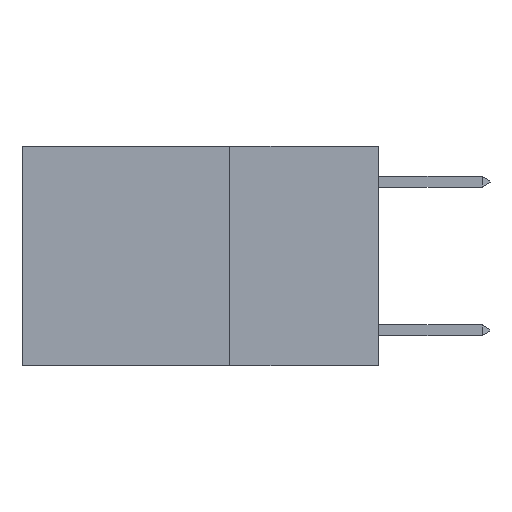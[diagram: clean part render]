
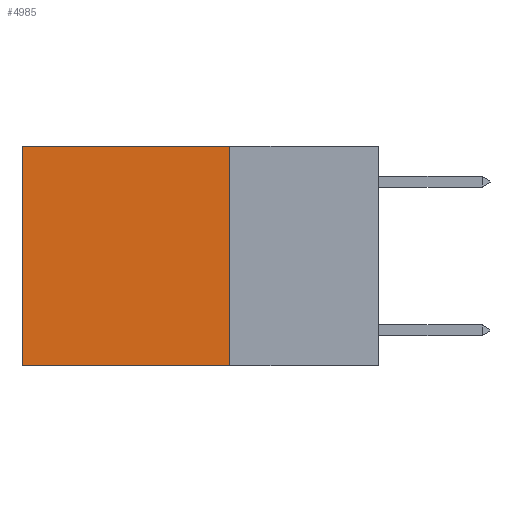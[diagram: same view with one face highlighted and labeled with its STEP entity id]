
A CAD part, left-side view. The second image highlights one B-rep face of the part: STEP entity #4985.
In plain terms, the highlighted planar face has unit normal (-1, 0, 0).
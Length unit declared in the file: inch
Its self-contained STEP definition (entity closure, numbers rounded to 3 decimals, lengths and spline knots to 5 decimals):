
#113 = FACE_OUTER_BOUND ( 'NONE', #7737, .T. ) ;
#456 = DIRECTION ( 'NONE',  ( 1., 0., 0. ) ) ;
#552 = ORIENTED_EDGE ( 'NONE', *, *, #4733, .T. ) ;
#1927 = VERTEX_POINT ( 'NONE', #4160 ) ;
#2063 = CARTESIAN_POINT ( 'NONE',  ( 0.2625, 0.25, 0. ) ) ;
#2248 = CARTESIAN_POINT ( 'NONE',  ( 0.2625, 0.6, -0.37 ) ) ;
#2293 = VECTOR ( 'NONE', #11475, 39.37008 ) ;
#2957 = EDGE_CURVE ( 'NONE', #10027, #9523, #6794, .T. ) ;
#2969 = ORIENTED_EDGE ( 'NONE', *, *, #11765, .F. ) ;
#3369 = ORIENTED_EDGE ( 'NONE', *, *, #7954, .T. ) ;
#3552 = CARTESIAN_POINT ( 'NONE',  ( 0.2625, 0.25, -0.37 ) ) ;
#3781 = VECTOR ( 'NONE', #11616, 39.37008 ) ;
#4160 = CARTESIAN_POINT ( 'NONE',  ( 0.2625, 0.6, 0. ) ) ;
#4470 = ORIENTED_EDGE ( 'NONE', *, *, #2957, .F. ) ;
#4733 = EDGE_CURVE ( 'NONE', #1927, #7895, #7791, .T. ) ;
#4888 = LINE ( 'NONE', #7775, #12556 ) ;
#4985 = ADVANCED_FACE ( 'NONE', ( #113 ), #7982, .F. ) ;
#5345 = AXIS2_PLACEMENT_3D ( 'NONE', #12012, #456, #8028 ) ;
#6794 = LINE ( 'NONE', #8496, #3781 ) ;
#7478 = CARTESIAN_POINT ( 'NONE',  ( 0.2625, 0.6, 0. ) ) ;
#7650 = CARTESIAN_POINT ( 'NONE',  ( 0.2625, 0.25, -0.37 ) ) ;
#7737 = EDGE_LOOP ( 'NONE', ( #552, #2969, #4470, #3369 ) ) ;
#7775 = CARTESIAN_POINT ( 'NONE',  ( 0.2625, 0.25, 0. ) ) ;
#7791 = LINE ( 'NONE', #7478, #2293 ) ;
#7895 = VERTEX_POINT ( 'NONE', #2248 ) ;
#7954 = EDGE_CURVE ( 'NONE', #10027, #1927, #4888, .T. ) ;
#7982 = PLANE ( 'NONE',  #5345 ) ;
#8028 = DIRECTION ( 'NONE',  ( 0., 0., -1. ) ) ;
#8496 = CARTESIAN_POINT ( 'NONE',  ( 0.2625, 0.25, 0. ) ) ;
#8647 = DIRECTION ( 'NONE',  ( 0., 1., 0. ) ) ;
#8666 = VECTOR ( 'NONE', #8647, 39.37008 ) ;
#8986 = LINE ( 'NONE', #7650, #8666 ) ;
#9523 = VERTEX_POINT ( 'NONE', #3552 ) ;
#10027 = VERTEX_POINT ( 'NONE', #2063 ) ;
#11475 = DIRECTION ( 'NONE',  ( 0., 0., -1. ) ) ;
#11616 = DIRECTION ( 'NONE',  ( 0., 0., -1. ) ) ;
#11765 = EDGE_CURVE ( 'NONE', #9523, #7895, #8986, .T. ) ;
#12012 = CARTESIAN_POINT ( 'NONE',  ( 0.2625, 0.25, 0. ) ) ;
#12556 = VECTOR ( 'NONE', #12760, 39.37008 ) ;
#12760 = DIRECTION ( 'NONE',  ( 0., 1., 0. ) ) ;
